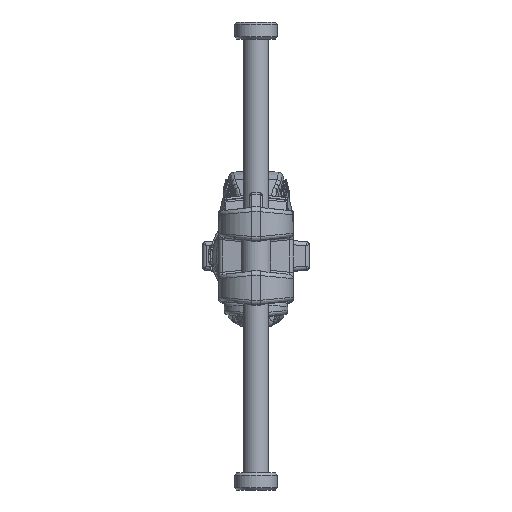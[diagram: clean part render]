
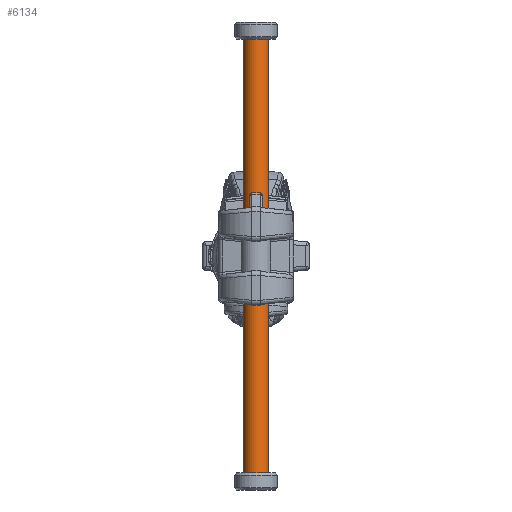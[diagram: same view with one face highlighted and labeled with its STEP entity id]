
A CAD part, left-side view. The second image highlights one B-rep face of the part: STEP entity #6134.
In plain terms, the highlighted cylindrical face has radius 5.9 mm (diameter 11.8 mm), a full revolution.
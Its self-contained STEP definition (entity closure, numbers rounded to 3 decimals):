
#1800=FACE_BOUND('',#11404,.T.);
#1801=FACE_BOUND('',#11405,.T.);
#4941=CYLINDRICAL_SURFACE('',#40295,5.9);
#6134=ADVANCED_FACE('',(#1800,#1801),#4941,.T.);
#11404=EDGE_LOOP('',(#18830));
#11405=EDGE_LOOP('',(#18831));
#13278=CIRCLE('',#40293,5.9);
#13279=CIRCLE('',#40294,5.9);
#18830=ORIENTED_EDGE('',*,*,#31361,.F.);
#18831=ORIENTED_EDGE('',*,*,#31362,.T.);
#26844=VERTEX_POINT('',#66679);
#26845=VERTEX_POINT('',#66681);
#31361=EDGE_CURVE('',#26844,#26844,#13278,.T.);
#31362=EDGE_CURVE('',#26845,#26845,#13279,.T.);
#40293=AXIS2_PLACEMENT_3D('',#66678,#45672,#45673);
#40294=AXIS2_PLACEMENT_3D('',#66680,#45674,#45675);
#40295=AXIS2_PLACEMENT_3D('',#66682,#45676,#45677);
#45672=DIRECTION('',(0.,0.,-1.));
#45673=DIRECTION('',(1.,0.,0.));
#45674=DIRECTION('',(0.,0.,-1.));
#45675=DIRECTION('',(1.,0.,0.));
#45676=DIRECTION('',(0.,0.,1.));
#45677=DIRECTION('',(0.,1.,0.));
#66678=CARTESIAN_POINT('',(0.,0.,-102.));
#66679=CARTESIAN_POINT('',(5.9,0.,-102.));
#66680=CARTESIAN_POINT('',(0.,0.,102.));
#66681=CARTESIAN_POINT('',(5.9,0.,102.));
#66682=CARTESIAN_POINT('',(0.,0.,-110.));
